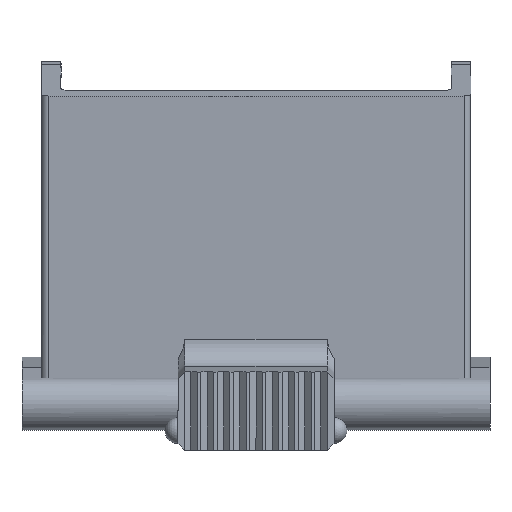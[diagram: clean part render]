
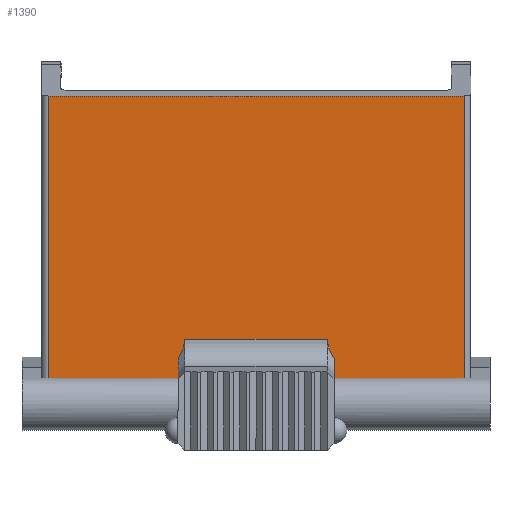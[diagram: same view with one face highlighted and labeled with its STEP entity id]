
A CAD part, front view. The second image highlights one B-rep face of the part: STEP entity #1390.
In plain terms, the highlighted face is planar.
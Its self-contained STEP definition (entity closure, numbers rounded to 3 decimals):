
#30=B_SPLINE_CURVE_WITH_KNOTS('',3,(#2131,#2132,#2133,#2134),
 .UNSPECIFIED.,.F.,.F.,(4,4),(0.,0.002),.UNSPECIFIED.);
#31=B_SPLINE_CURVE_WITH_KNOTS('',3,(#2138,#2139,#2140,#2141),
 .UNSPECIFIED.,.F.,.F.,(4,4),(0.,0.002),.UNSPECIFIED.);
#239=ORIENTED_EDGE('',*,*,#559,.F.);
#240=ORIENTED_EDGE('',*,*,#560,.T.);
#241=ORIENTED_EDGE('',*,*,#561,.T.);
#242=ORIENTED_EDGE('',*,*,#562,.T.);
#243=ORIENTED_EDGE('',*,*,#563,.F.);
#244=ORIENTED_EDGE('',*,*,#555,.F.);
#245=ORIENTED_EDGE('',*,*,#550,.T.);
#246=ORIENTED_EDGE('',*,*,#547,.T.);
#247=ORIENTED_EDGE('',*,*,#545,.T.);
#248=ORIENTED_EDGE('',*,*,#558,.F.);
#545=EDGE_CURVE('',#722,#721,#856,.F.);
#547=EDGE_CURVE('',#723,#722,#857,.T.);
#550=EDGE_CURVE('',#724,#723,#858,.T.);
#555=EDGE_CURVE('',#724,#729,#863,.T.);
#558=EDGE_CURVE('',#730,#721,#864,.T.);
#559=EDGE_CURVE('',#731,#730,#865,.T.);
#560=EDGE_CURVE('',#731,#732,#30,.T.);
#561=EDGE_CURVE('',#732,#733,#866,.F.);
#562=EDGE_CURVE('',#733,#734,#31,.T.);
#563=EDGE_CURVE('',#729,#734,#867,.T.);
#721=VERTEX_POINT('',#2097);
#722=VERTEX_POINT('',#2099);
#723=VERTEX_POINT('',#2103);
#724=VERTEX_POINT('',#2110);
#729=VERTEX_POINT('',#2123);
#730=VERTEX_POINT('',#2126);
#731=VERTEX_POINT('',#2130);
#732=VERTEX_POINT('',#2135);
#733=VERTEX_POINT('',#2137);
#734=VERTEX_POINT('',#2142);
#856=LINE('',#2098,#1022);
#857=LINE('',#2102,#1023);
#858=LINE('',#2111,#1024);
#863=LINE('',#2122,#1029);
#864=LINE('',#2127,#1030);
#865=LINE('',#2129,#1031);
#866=LINE('',#2136,#1032);
#867=LINE('',#2143,#1033);
#1022=VECTOR('',#1700,1000.);
#1023=VECTOR('',#1705,1000.);
#1024=VECTOR('',#1710,1000.);
#1029=VECTOR('',#1719,1000.);
#1030=VECTOR('',#1724,1000.);
#1031=VECTOR('',#1727,1000.);
#1032=VECTOR('',#1728,1000.);
#1033=VECTOR('',#1729,1000.);
#1169=EDGE_LOOP('',(#239,#240,#241,#242,#243,#244,#245,#246,#247,#248));
#1253=FACE_BOUND('',#1169,.T.);
#1320=PLANE('',#1500);
#1390=ADVANCED_FACE('',(#1253),#1320,.T.);
#1500=AXIS2_PLACEMENT_3D('',#2128,#1725,#1726);
#1700=DIRECTION('',(0.,0.998,0.07));
#1705=DIRECTION('',(-1.,0.,0.));
#1710=DIRECTION('',(0.,0.998,0.07));
#1719=DIRECTION('',(-1.,0.,0.));
#1724=DIRECTION('',(-1.,0.,0.));
#1725=DIRECTION('',(0.,-0.07,0.998));
#1726=DIRECTION('',(0.,-0.998,-0.07));
#1727=DIRECTION('',(0.,-0.998,-0.07));
#1728=DIRECTION('',(-1.,0.,0.));
#1729=DIRECTION('',(0.,0.998,0.07));
#2097=CARTESIAN_POINT('',(-16.,-13.377,6.723));
#2098=CARTESIAN_POINT('',(-16.,-13.377,6.723));
#2099=CARTESIAN_POINT('',(-16.,8.324,8.24));
#2102=CARTESIAN_POINT('',(20.5,8.324,8.24));
#2103=CARTESIAN_POINT('',(16.,8.324,8.24));
#2110=CARTESIAN_POINT('',(16.,-13.377,6.723));
#2111=CARTESIAN_POINT('',(16.,11.28,8.447));
#2122=CARTESIAN_POINT('',(0.,-13.377,6.723));
#2123=CARTESIAN_POINT('',(6.,-13.377,6.723));
#2126=CARTESIAN_POINT('',(-6.,-13.377,6.723));
#2127=CARTESIAN_POINT('',(0.,-13.377,6.723));
#2128=CARTESIAN_POINT('',(20.5,11.28,8.447));
#2129=CARTESIAN_POINT('',(-6.,-11.381,6.862));
#2130=CARTESIAN_POINT('',(-6.,-11.88,6.827));
#2131=CARTESIAN_POINT('',(-6.,-11.88,6.827));
#2132=CARTESIAN_POINT('',(-5.725,-11.423,6.859));
#2133=CARTESIAN_POINT('',(-5.5,-10.921,6.894));
#2134=CARTESIAN_POINT('',(-5.5,-10.384,6.932));
#2135=CARTESIAN_POINT('',(-5.5,-10.384,6.932));
#2136=CARTESIAN_POINT('',(20.5,-10.384,6.932));
#2137=CARTESIAN_POINT('',(5.5,-10.384,6.932));
#2138=CARTESIAN_POINT('',(5.5,-10.384,6.932));
#2139=CARTESIAN_POINT('',(5.5,-10.921,6.894));
#2140=CARTESIAN_POINT('',(5.725,-11.422,6.859));
#2141=CARTESIAN_POINT('',(6.,-11.88,6.827));
#2142=CARTESIAN_POINT('',(6.,-11.88,6.827));
#2143=CARTESIAN_POINT('',(6.,-13.377,6.723));
